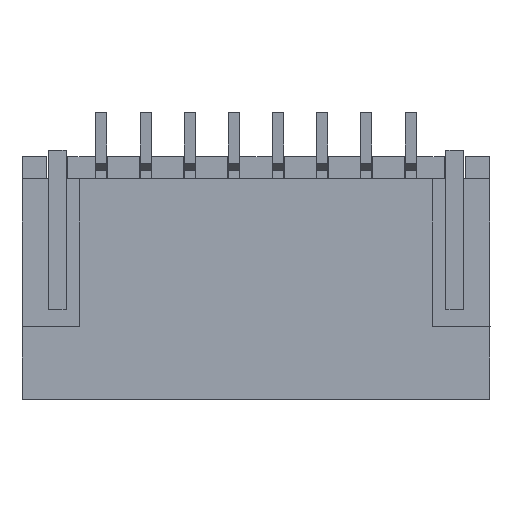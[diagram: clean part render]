
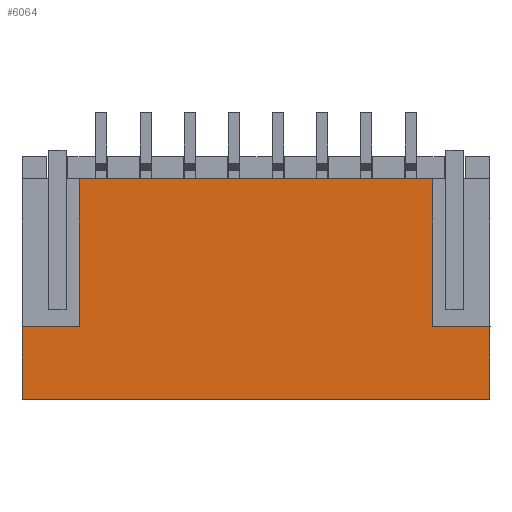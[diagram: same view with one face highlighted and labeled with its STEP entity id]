
A CAD part, front view. The second image highlights one B-rep face of the part: STEP entity #6064.
In plain terms, the highlighted planar face has unit normal (0, -1, 0).
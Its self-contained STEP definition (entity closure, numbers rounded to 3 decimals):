
#2=DIRECTION('',(1.,0.,0.));
#3=VECTOR('',#2,10.6);
#4=CARTESIAN_POINT('',(-16.3,0.,-5.5));
#5=LINE('231477',#4,#3);
#1794=DIRECTION('',(0.,0.,1.));
#1795=VECTOR('',#1794,1.65);
#1796=CARTESIAN_POINT('',(-5.7,0.,-5.5));
#1797=LINE('227230',#1796,#1795);
#1850=DIRECTION('',(1.,0.,0.));
#1851=VECTOR('',#1850,8.);
#1852=CARTESIAN_POINT('',(-15.,0.,-0.5));
#1853=LINE('231476',#1852,#1851);
#1854=DIRECTION('',(0.,0.,-1.));
#1855=VECTOR('',#1854,3.35);
#1856=CARTESIAN_POINT('',(-15.,0.,-0.5));
#1857=LINE('229537',#1856,#1855);
#1862=DIRECTION('',(0.,0.,1.));
#1863=VECTOR('',#1862,3.35);
#1864=CARTESIAN_POINT('',(-7.,0.,-3.85));
#1865=LINE('227226',#1864,#1863);
#1998=DIRECTION('',(-1.,0.,0.));
#1999=VECTOR('',#1998,1.3);
#2000=CARTESIAN_POINT('',(-5.7,0.,-3.85));
#2001=LINE('227231',#2000,#1999);
#2018=DIRECTION('',(0.,0.,1.));
#2019=VECTOR('',#2018,1.65);
#2020=CARTESIAN_POINT('',(-16.3,0.,-5.5));
#2021=LINE('229540',#2020,#2019);
#2262=DIRECTION('',(-1.,0.,0.));
#2263=VECTOR('',#2262,1.3);
#2264=CARTESIAN_POINT('',(-15.,0.,-3.85));
#2265=LINE('229539',#2264,#2263);
#2376=CARTESIAN_POINT('',(-7.,0.,-0.5));
#2378=VERTEX_POINT('',#2376);
#2448=CARTESIAN_POINT('',(-7.,0.,-3.85));
#2449=VERTEX_POINT('',#2448);
#2450=CARTESIAN_POINT('',(-5.7,0.,-5.5));
#2451=CARTESIAN_POINT('',(-5.7,0.,-3.85));
#2452=VERTEX_POINT('',#2450);
#2453=VERTEX_POINT('',#2451);
#3040=CARTESIAN_POINT('',(-15.,0.,-0.5));
#3042=VERTEX_POINT('',#3040);
#3052=CARTESIAN_POINT('',(-15.,0.,-3.85));
#3053=VERTEX_POINT('',#3052);
#3054=CARTESIAN_POINT('',(-16.3,0.,-3.85));
#3055=VERTEX_POINT('',#3054);
#3056=CARTESIAN_POINT('',(-16.3,0.,-5.5));
#3057=VERTEX_POINT('',#3056);
#6044=CARTESIAN_POINT('',(0.,0.,-3.));
#6045=DIRECTION('',(0.,1.,0.));
#6046=DIRECTION('',(1.,0.,0.));
#6047=AXIS2_PLACEMENT_3D('',#6044,#6045,#6046);
#6048=PLANE('228786',#6047);
#6049=ORIENTED_EDGE('231476',*,*,#3487,.T.);
#6051=ORIENTED_EDGE('227226',*,*,#6050,.F.);
#6053=ORIENTED_EDGE('227231',*,*,#6052,.F.);
#6054=ORIENTED_EDGE('227230',*,*,#5977,.F.);
#6055=ORIENTED_EDGE('231477',*,*,#3167,.F.);
#6057=ORIENTED_EDGE('229540',*,*,#6056,.T.);
#6059=ORIENTED_EDGE('229539',*,*,#6058,.F.);
#6061=ORIENTED_EDGE('229537',*,*,#6060,.F.);
#6062=EDGE_LOOP('228786',(#6049,#6051,#6053,#6054,#6055,#6057,#6059,#6061));
#6063=FACE_OUTER_BOUND('228786',#6062,.F.);
#6064=ADVANCED_FACE('228786',(#6063),#6048,.F.);
#3167=EDGE_CURVE('231477',#3057,#2452,#5,.T.);
#3487=EDGE_CURVE('231476',#3042,#2378,#1853,.T.);
#5977=EDGE_CURVE('227230',#2452,#2453,#1797,.T.);
#6050=EDGE_CURVE('227226',#2449,#2378,#1865,.T.);
#6052=EDGE_CURVE('227231',#2453,#2449,#2001,.T.);
#6056=EDGE_CURVE('229540',#3057,#3055,#2021,.T.);
#6058=EDGE_CURVE('229539',#3053,#3055,#2265,.T.);
#6060=EDGE_CURVE('229537',#3042,#3053,#1857,.T.);
